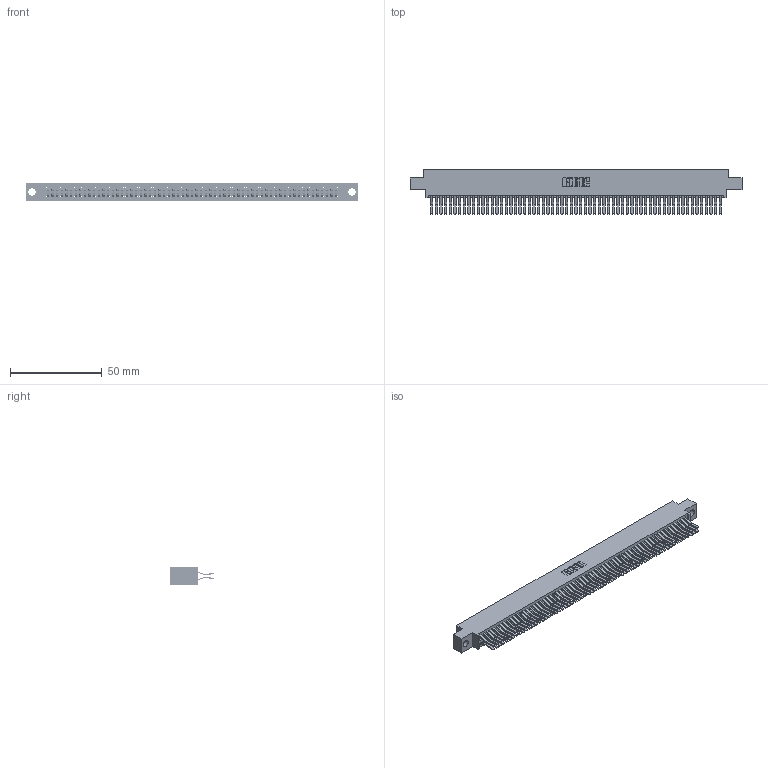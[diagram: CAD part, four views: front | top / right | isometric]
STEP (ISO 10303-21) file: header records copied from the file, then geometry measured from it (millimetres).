
FILE_DESCRIPTION (( 'STEP AP203' ), '1' );
FILE_NAME ('395-126-560-804.STEP', '2018-12-04T09:01:15', ( '' ), ( '' ), 'SwSTEP 2.0', 'SolidWorks 2016', '' );
FILE_SCHEMA (( 'CONFIG_CONTROL_DESIGN' ));
Length unit declared in the file: inch
Products named in the file (3): 345 Part_0.170 Offset - 0.156 Dia-TH; 395-126-560-804; 345-292-001_560 Tail
Assembly tree (127 placements, depth 2):
  395-126-560-804
    345 Part_0.170 Offset - 0.156 Dia-TH
    345-292-001_560 Tail  x126
Bounding box: 181.23 x 24.45 x 9.4 mm (x, y, z)
Volume: 18424.3 mm3; surface area: 29723.7 mm2
Topology: 127 solids, 127 shells, 6682 faces, 19883 edges, 13086 vertices
Faces by surface type: plane 4242, cylinder 2440
Entity records: 46827 total; most frequent: CARTESIAN_POINT 7832, ORIENTED_EDGE 7766, DIRECTION 6883, EDGE_CURVE 3883, VECTOR 3495, LINE 3495, VERTEX_POINT 2586, AXIS2_PLACEMENT_3D 1694
